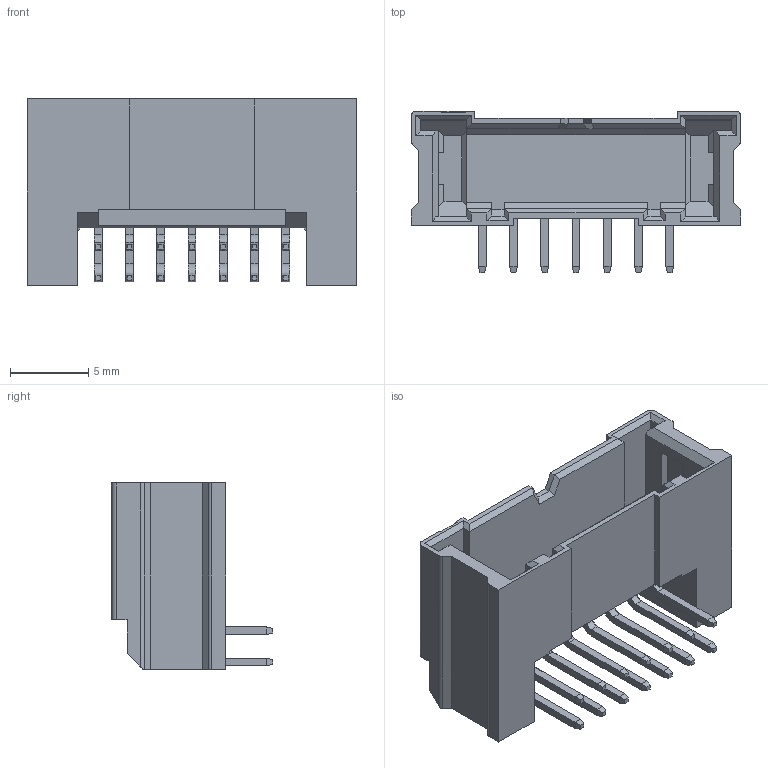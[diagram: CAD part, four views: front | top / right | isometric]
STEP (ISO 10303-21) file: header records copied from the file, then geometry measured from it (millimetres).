
FILE_DESCRIPTION(('Creo Elements/Direct Modeling STEP Export'),'2;1');
FILE_NAME('WNCW-1800092.stp','2018-09-26T11:16:36',(''),(''),'Creo Elements/Direct Modeling STEP processor for AP214 (Solid Model)','Creo Elements/Direct Modeling 19.0F 14-Feb-2017 (C) Parametric Technology GmbH','');
FILE_SCHEMA(('AUTOMOTIVE_DESIGN { 1 0 10303 214 1 1 1 1 }'));
Length unit declared in the file: millimetre
Products named in the file (2): DF51A-14DP-2DS
Assembly tree (1 placements, depth 2):
  DF51A-14DP-2DS
    DF51A-14DP-2DS
Bounding box: 21.1 x 10.3 x 11.9 mm (x, y, z)
Volume: 626.8 mm3; surface area: 1539.3 mm2
Topology: 1 solids, 1 shells, 320 faces, 830 edges, 526 vertices
Faces by surface type: plane 282, cylinder 38
Entity records: 9563 total; most frequent: CARTESIAN_POINT 1674, ORIENTED_EDGE 1660, DIRECTION 1546, EDGE_CURVE 830, VECTOR 750, LINE 750, VERTEX_POINT 526, AXIS2_PLACEMENT_3D 398
